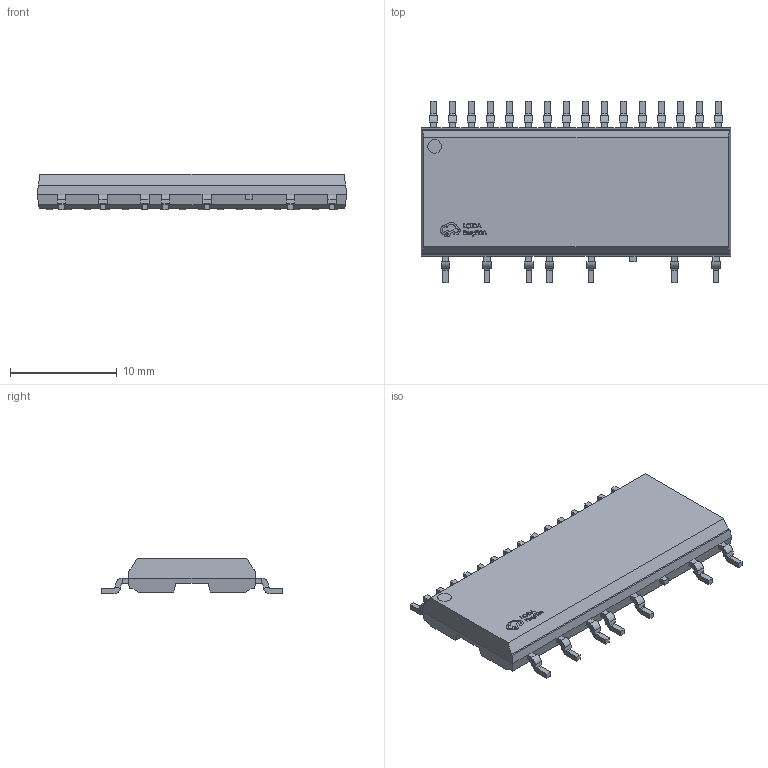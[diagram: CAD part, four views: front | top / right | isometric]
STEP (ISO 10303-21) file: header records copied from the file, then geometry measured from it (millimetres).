
FILE_DESCRIPTION (( 'STEP AP214' ), '1' );
FILE_NAME ('SOP-23_L29.0-W12.0-P1.78-LS17.0-TL_IRSM505.step', '2022-07-26T10:05:13', ( '' ), ( '' ), 'SwSTEP 2.0', 'SolidWorks 2020', '' );
FILE_SCHEMA (( 'AUTOMOTIVE_DESIGN' ));
Length unit declared in the file: millimetre
Products named in the file (1): SOP-23_L29.0-W12.0-P1.78-LS17.0-TL_IRSM505
Bounding box: 29 x 17 x 3.3 mm (x, y, z)
Volume: 983.5 mm3; surface area: 1087.6 mm2
Topology: 14 solids, 14 shells, 744 faces, 1909 edges, 1194 vertices
Faces by surface type: plane 552, bspline 98, cylinder 94
Entity records: 30924 total; most frequent: CARTESIAN_POINT 5154, ORIENTED_EDGE 3818, DIRECTION 3191, EDGE_CURVE 1909, VECTOR 1521, LINE 1521, VERTEX_POINT 1194, AXIS2_PLACEMENT_3D 835
